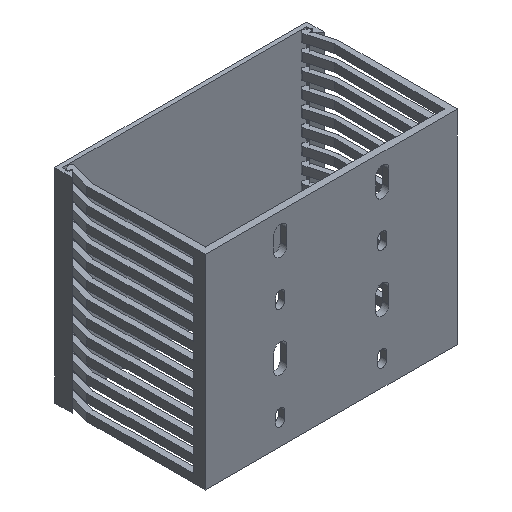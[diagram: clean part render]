
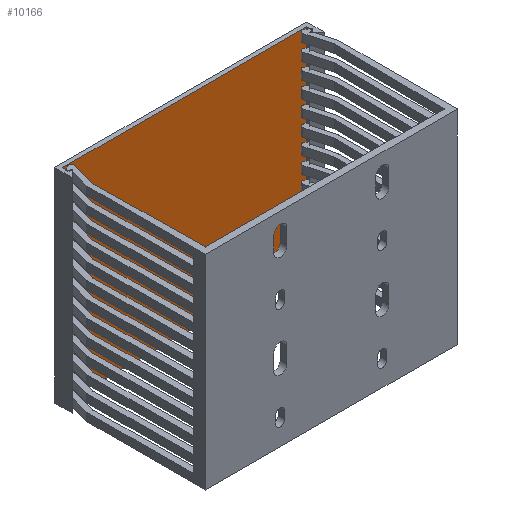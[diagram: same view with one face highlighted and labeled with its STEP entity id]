
A CAD part, isometric view. The second image highlights one B-rep face of the part: STEP entity #10166.
In plain terms, the highlighted planar face has unit normal (0, -1, 0).
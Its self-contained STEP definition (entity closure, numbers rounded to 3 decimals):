
#9934=DIRECTION('',(1.,0.,0.));
#9935=VECTOR('',#9934,119.5);
#9936=CARTESIAN_POINT('',(-59.75,-2.,50.));
#9937=LINE('',#9936,#9935);
#9938=DIRECTION('',(-1.,0.,0.));
#9939=VECTOR('',#9938,119.5);
#9940=CARTESIAN_POINT('',(59.75,-2.,-50.));
#9941=LINE('',#9940,#9939);
#9942=DIRECTION('',(0.,0.,1.));
#9943=VECTOR('',#9942,100.);
#9944=CARTESIAN_POINT('',(-59.75,-2.,-50.));
#9945=LINE('',#9944,#9943);
#9950=DIRECTION('',(0.,0.,1.));
#9951=VECTOR('',#9950,100.);
#9952=CARTESIAN_POINT('',(59.75,-2.,-50.));
#9953=LINE('',#9952,#9951);
#9990=CARTESIAN_POINT('',(-59.75,-2.,-50.));
#9991=CARTESIAN_POINT('',(-59.75,-2.,50.));
#9992=VERTEX_POINT('',#9990);
#9993=VERTEX_POINT('',#9991);
#9994=CARTESIAN_POINT('',(59.75,-2.,-50.));
#9995=CARTESIAN_POINT('',(59.75,-2.,50.));
#9996=VERTEX_POINT('',#9994);
#9997=VERTEX_POINT('',#9995);
#10154=CARTESIAN_POINT('',(-58.75,-2.,-50.));
#10155=DIRECTION('',(0.,-1.,0.));
#10156=DIRECTION('',(1.,0.,0.));
#10157=AXIS2_PLACEMENT_3D('',#10154,#10155,#10156);
#10158=PLANE('',#10157);
#10159=ORIENTED_EDGE('',*,*,#10061,.T.);
#10161=ORIENTED_EDGE('',*,*,#10160,.F.);
#10162=ORIENTED_EDGE('',*,*,#10025,.T.);
#10163=ORIENTED_EDGE('',*,*,#10147,.T.);
#10164=EDGE_LOOP('',(#10159,#10161,#10162,#10163));
#10165=FACE_OUTER_BOUND('',#10164,.F.);
#10025=EDGE_CURVE('',#9996,#9992,#9941,.T.);
#10061=EDGE_CURVE('',#9993,#9997,#9937,.T.);
#10147=EDGE_CURVE('',#9992,#9993,#9945,.T.);
#10160=EDGE_CURVE('',#9996,#9997,#9953,.T.);
#10166=ADVANCED_FACE('',(#10165),#10158,.T.);
